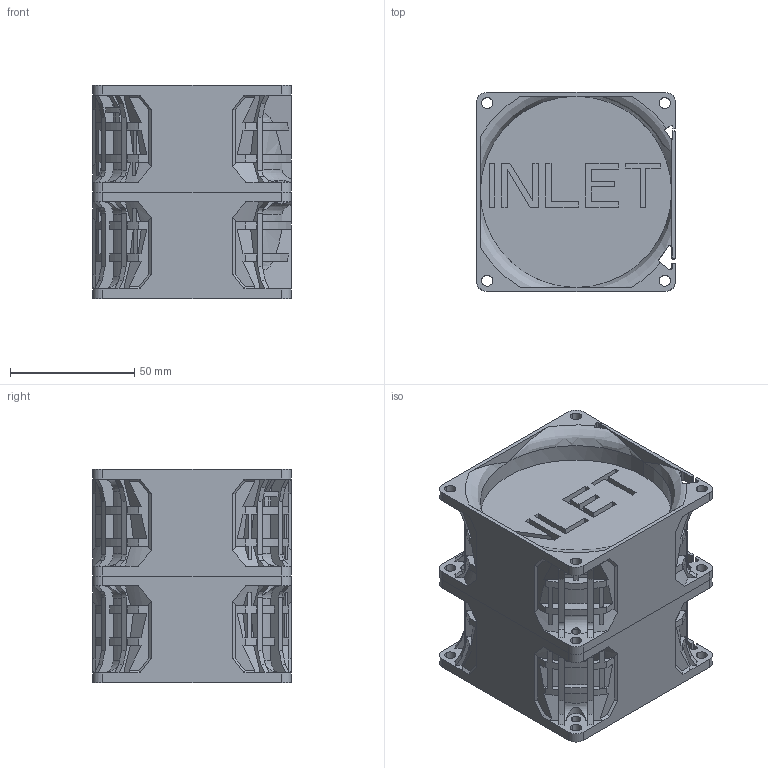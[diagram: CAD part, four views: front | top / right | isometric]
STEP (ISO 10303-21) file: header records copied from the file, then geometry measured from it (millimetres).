
FILE_DESCRIPTION((''),'2;1');
FILE_NAME('ASM0392_ASM','2016-10-31T',('JIM.HUANG'),(''),'PRO/ENGINEER BY PARAMETRIC TECHNOLOGY CORPORATION, 2013050','PRO/ENGINEER BY PARAMETRIC TECHNOLOGY CORPORATION, 2013050','');
FILE_SCHEMA(('CONFIG_CONTROL_DESIGN'));
Products named in the file (3): 4102093800_REARFRAME; 4102093900_FRONTFRAME; ASM0392_ASM
Assembly tree (2 placements, depth 2):
  ASM0392_ASM
    4102093800_REARFRAME
    4102093900_FRONTFRAME
Bounding box: 80 x 80 x 86 mm (x, y, z)
Volume: 421456 mm3; surface area: 67048.6 mm2
Topology: 2 solids, 2 shells, 884 faces, 2670 edges, 1800 vertices
Faces by surface type: plane 532, cylinder 242, cone 68, torus 42
Entity records: 31646 total; most frequent: CARTESIAN_POINT 7348, ORIENTED_EDGE 5340, DIRECTION 4841, EDGE_CURVE 2670, VERTEX_POINT 1800, AXIS2_PLACEMENT_3D 1614, VECTOR 1613, LINE 1613
